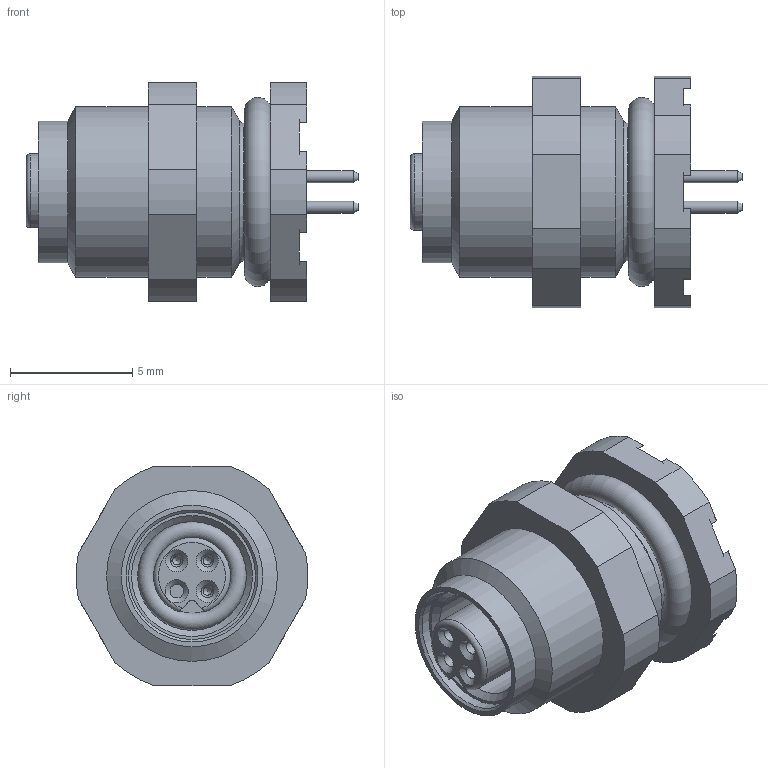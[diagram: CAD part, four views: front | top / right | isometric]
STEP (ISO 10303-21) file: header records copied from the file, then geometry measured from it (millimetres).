
FILE_DESCRIPTION(/* description */ (''),/* implementation_level */ '2;1');
FILE_NAME(/* name */ '09 3106 81 03 001_01.stp',/* time_stamp */ '2013-10-23T11:04:49+02:00',/* author */ (''),/* organization */ (''),/* preprocessor_version */ 'ST-DEVELOPER v14',/* originating_system */ 'SIEMENS PLM Software NX 8.0',/* authorisation */ '');
FILE_SCHEMA (('AUTOMOTIVE_DESIGN { 1 0 10303 214 3 1 1 1 }'));
Length unit declared in the file: millimetre
Products named in the file (1): cerl064CCD6245mv
Bounding box: 13.6 x 9.48 x 9 mm (x, y, z)
Volume: 455.7 mm3; surface area: 701.9 mm2
Topology: 1 solids, 2 shells, 155 faces, 369 edges, 237 vertices
Faces by surface type: plane 68, cylinder 48, cone 33, torus 6
Full cylindrical faces by diameter (mm): 0.5 x6, 0.52 x3, 0.55 x1, 0.82 x3, 0.84 x3, 0.85 x3, 4.459 x1, 5.2 x1, 5.65 x2, 5.8 x1, 7 x2
Entity records: 4269 total; most frequent: CARTESIAN_POINT 950, DIRECTION 714, ORIENTED_EDGE 592, AXIS2_PLACEMENT_3D 304, EDGE_CURVE 296, EDGE_LOOP 222, VERTEX_POINT 213, ADVANCED_FACE 155
